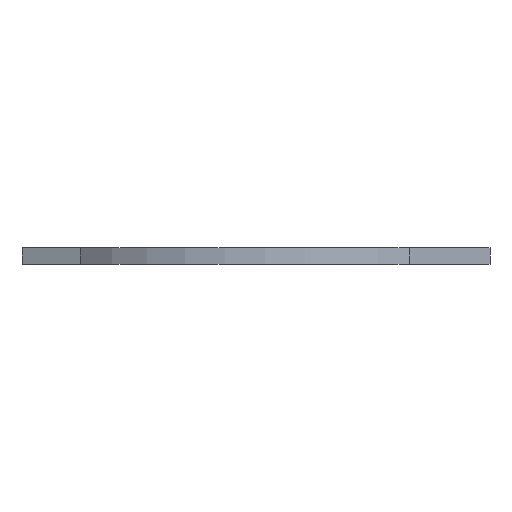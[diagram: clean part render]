
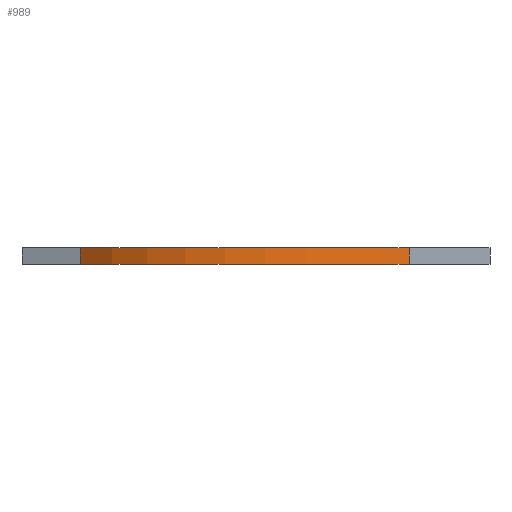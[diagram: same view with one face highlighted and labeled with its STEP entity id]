
A CAD part, left-side view. The second image highlights one B-rep face of the part: STEP entity #989.
In plain terms, the highlighted cylindrical face has radius 24.204 mm (diameter 48.408 mm), a partial arc.
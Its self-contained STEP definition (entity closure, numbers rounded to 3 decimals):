
#83 = PLANE('',#84);
#84 = AXIS2_PLACEMENT_3D('',#85,#86,#87);
#85 = CARTESIAN_POINT('',(200.,-101.691,1.6));
#86 = DIRECTION('',(-0.,-0.,-1.));
#87 = DIRECTION('',(-1.,0.,0.));
#137 = PLANE('',#138);
#138 = AXIS2_PLACEMENT_3D('',#139,#140,#141);
#139 = CARTESIAN_POINT('',(200.,-101.691,0.));
#140 = DIRECTION('',(-0.,-0.,-1.));
#141 = DIRECTION('',(-1.,0.,0.));
#170 = PLANE('',#171);
#171 = AXIS2_PLACEMENT_3D('',#172,#173,#174);
#172 = CARTESIAN_POINT('',(182.094,-83.715,0.));
#173 = DIRECTION('',(-0.924,0.382,0.));
#174 = DIRECTION('',(0.382,0.924,0.));
#419 = VERTEX_POINT('',#420);
#420 = CARTESIAN_POINT('',(182.399,-116.615,0.));
#434 = PLANE('',#435);
#435 = AXIS2_PLACEMENT_3D('',#436,#437,#438);
#436 = CARTESIAN_POINT('',(182.62,-124.7,0.));
#437 = DIRECTION('',(-1.,-0.027,0.));
#438 = DIRECTION('',(-0.027,1.,0.));
#446 = EDGE_CURVE('',#447,#419,#449,.T.);
#447 = VERTEX_POINT('',#448);
#448 = CARTESIAN_POINT('',(182.094,-83.715,0.));
#449 = SURFACE_CURVE('',#450,(#455,#466),.PCURVE_S1.);
#450 = CIRCLE('',#451,24.204);
#451 = AXIS2_PLACEMENT_3D('',#452,#453,#454);
#452 = CARTESIAN_POINT('',(200.,-100.,0.));
#453 = DIRECTION('',(0.,0.,1.));
#454 = DIRECTION('',(1.,0.,-0.));
#455 = PCURVE('',#137,#456);
#456 = DEFINITIONAL_REPRESENTATION('',(#457),#465);
#457 = ( BOUNDED_CURVE() B_SPLINE_CURVE(2,(#458,#459,#460,#461,#462,#463
,#464),.UNSPECIFIED.,.T.,.F.) B_SPLINE_CURVE_WITH_KNOTS((1,2,2,2,2,1),(
    -2.094,0.,2.094,4.189,6.283,
8.378),.UNSPECIFIED.) CURVE() GEOMETRIC_REPRESENTATION_ITEM() 
RATIONAL_B_SPLINE_CURVE((1.,0.5,1.,0.5,1.,0.5,1.)) REPRESENTATION_ITEM(
  '') );
#458 = CARTESIAN_POINT('',(-24.204,1.691));
#459 = CARTESIAN_POINT('',(-24.204,43.613));
#460 = CARTESIAN_POINT('',(12.102,22.652));
#461 = CARTESIAN_POINT('',(48.408,1.691));
#462 = CARTESIAN_POINT('',(12.102,-19.271));
#463 = CARTESIAN_POINT('',(-24.204,-40.232));
#464 = CARTESIAN_POINT('',(-24.204,1.691));
#465 = ( GEOMETRIC_REPRESENTATION_CONTEXT(2) 
PARAMETRIC_REPRESENTATION_CONTEXT() REPRESENTATION_CONTEXT('2D SPACE',''
  ) );
#466 = PCURVE('',#467,#472);
#467 = CYLINDRICAL_SURFACE('',#468,24.204);
#468 = AXIS2_PLACEMENT_3D('',#469,#470,#471);
#469 = CARTESIAN_POINT('',(200.,-100.,0.));
#470 = DIRECTION('',(-0.,-0.,-1.));
#471 = DIRECTION('',(1.,0.,-0.));
#472 = DEFINITIONAL_REPRESENTATION('',(#473),#477);
#473 = LINE('',#474,#475);
#474 = CARTESIAN_POINT('',(-0.,0.));
#475 = VECTOR('',#476,1.);
#476 = DIRECTION('',(-1.,0.));
#477 = ( GEOMETRIC_REPRESENTATION_CONTEXT(2) 
PARAMETRIC_REPRESENTATION_CONTEXT() REPRESENTATION_CONTEXT('2D SPACE',''
  ) );
#744 = VERTEX_POINT('',#745);
#745 = CARTESIAN_POINT('',(182.399,-116.615,1.6));
#766 = EDGE_CURVE('',#767,#744,#769,.T.);
#767 = VERTEX_POINT('',#768);
#768 = CARTESIAN_POINT('',(182.094,-83.715,1.6));
#769 = SURFACE_CURVE('',#770,(#775,#786),.PCURVE_S1.);
#770 = CIRCLE('',#771,24.204);
#771 = AXIS2_PLACEMENT_3D('',#772,#773,#774);
#772 = CARTESIAN_POINT('',(200.,-100.,1.6));
#773 = DIRECTION('',(0.,0.,1.));
#774 = DIRECTION('',(1.,0.,-0.));
#775 = PCURVE('',#83,#776);
#776 = DEFINITIONAL_REPRESENTATION('',(#777),#785);
#777 = ( BOUNDED_CURVE() B_SPLINE_CURVE(2,(#778,#779,#780,#781,#782,#783
,#784),.UNSPECIFIED.,.T.,.F.) B_SPLINE_CURVE_WITH_KNOTS((1,2,2,2,2,1),(
    -2.094,0.,2.094,4.189,6.283,
8.378),.UNSPECIFIED.) CURVE() GEOMETRIC_REPRESENTATION_ITEM() 
RATIONAL_B_SPLINE_CURVE((1.,0.5,1.,0.5,1.,0.5,1.)) REPRESENTATION_ITEM(
  '') );
#778 = CARTESIAN_POINT('',(-24.204,1.691));
#779 = CARTESIAN_POINT('',(-24.204,43.613));
#780 = CARTESIAN_POINT('',(12.102,22.652));
#781 = CARTESIAN_POINT('',(48.408,1.691));
#782 = CARTESIAN_POINT('',(12.102,-19.271));
#783 = CARTESIAN_POINT('',(-24.204,-40.232));
#784 = CARTESIAN_POINT('',(-24.204,1.691));
#785 = ( GEOMETRIC_REPRESENTATION_CONTEXT(2) 
PARAMETRIC_REPRESENTATION_CONTEXT() REPRESENTATION_CONTEXT('2D SPACE',''
  ) );
#786 = PCURVE('',#467,#787);
#787 = DEFINITIONAL_REPRESENTATION('',(#788),#792);
#788 = LINE('',#789,#790);
#789 = CARTESIAN_POINT('',(-0.,-1.6));
#790 = VECTOR('',#791,1.);
#791 = DIRECTION('',(-1.,0.));
#792 = ( GEOMETRIC_REPRESENTATION_CONTEXT(2) 
PARAMETRIC_REPRESENTATION_CONTEXT() REPRESENTATION_CONTEXT('2D SPACE',''
  ) );
#939 = EDGE_CURVE('',#447,#767,#940,.T.);
#940 = SURFACE_CURVE('',#941,(#945,#952),.PCURVE_S1.);
#941 = LINE('',#942,#943);
#942 = CARTESIAN_POINT('',(182.094,-83.715,0.));
#943 = VECTOR('',#944,1.);
#944 = DIRECTION('',(0.,0.,1.));
#945 = PCURVE('',#170,#946);
#946 = DEFINITIONAL_REPRESENTATION('',(#947),#951);
#947 = LINE('',#948,#949);
#948 = CARTESIAN_POINT('',(0.,0.));
#949 = VECTOR('',#950,1.);
#950 = DIRECTION('',(0.,-1.));
#951 = ( GEOMETRIC_REPRESENTATION_CONTEXT(2) 
PARAMETRIC_REPRESENTATION_CONTEXT() REPRESENTATION_CONTEXT('2D SPACE',''
  ) );
#952 = PCURVE('',#467,#953);
#953 = DEFINITIONAL_REPRESENTATION('',(#954),#958);
#954 = LINE('',#955,#956);
#955 = CARTESIAN_POINT('',(-2.404,0.));
#956 = VECTOR('',#957,1.);
#957 = DIRECTION('',(-0.,-1.));
#958 = ( GEOMETRIC_REPRESENTATION_CONTEXT(2) 
PARAMETRIC_REPRESENTATION_CONTEXT() REPRESENTATION_CONTEXT('2D SPACE',''
  ) );
#989 = ADVANCED_FACE('',(#990),#467,.T.);
#990 = FACE_BOUND('',#991,.F.);
#991 = EDGE_LOOP('',(#992,#993,#994,#1015));
#992 = ORIENTED_EDGE('',*,*,#939,.T.);
#993 = ORIENTED_EDGE('',*,*,#766,.T.);
#994 = ORIENTED_EDGE('',*,*,#995,.F.);
#995 = EDGE_CURVE('',#419,#744,#996,.T.);
#996 = SURFACE_CURVE('',#997,(#1001,#1008),.PCURVE_S1.);
#997 = LINE('',#998,#999);
#998 = CARTESIAN_POINT('',(182.399,-116.615,0.));
#999 = VECTOR('',#1000,1.);
#1000 = DIRECTION('',(0.,0.,1.));
#1001 = PCURVE('',#467,#1002);
#1002 = DEFINITIONAL_REPRESENTATION('',(#1003),#1007);
#1003 = LINE('',#1004,#1005);
#1004 = CARTESIAN_POINT('',(-3.898,0.));
#1005 = VECTOR('',#1006,1.);
#1006 = DIRECTION('',(-0.,-1.));
#1007 = ( GEOMETRIC_REPRESENTATION_CONTEXT(2) 
PARAMETRIC_REPRESENTATION_CONTEXT() REPRESENTATION_CONTEXT('2D SPACE',''
  ) );
#1008 = PCURVE('',#434,#1009);
#1009 = DEFINITIONAL_REPRESENTATION('',(#1010),#1014);
#1010 = LINE('',#1011,#1012);
#1011 = CARTESIAN_POINT('',(8.088,0.));
#1012 = VECTOR('',#1013,1.);
#1013 = DIRECTION('',(0.,-1.));
#1014 = ( GEOMETRIC_REPRESENTATION_CONTEXT(2) 
PARAMETRIC_REPRESENTATION_CONTEXT() REPRESENTATION_CONTEXT('2D SPACE',''
  ) );
#1015 = ORIENTED_EDGE('',*,*,#446,.F.);
